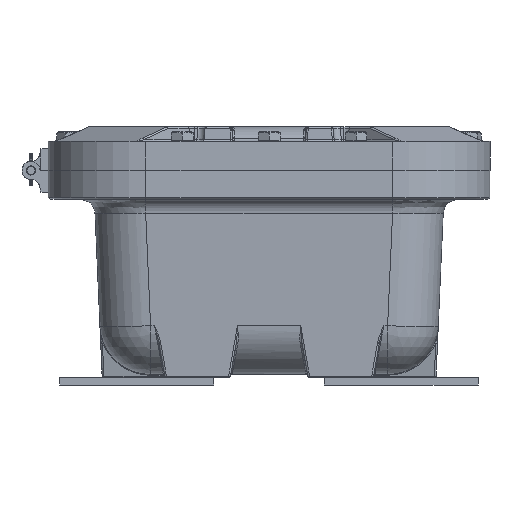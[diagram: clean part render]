
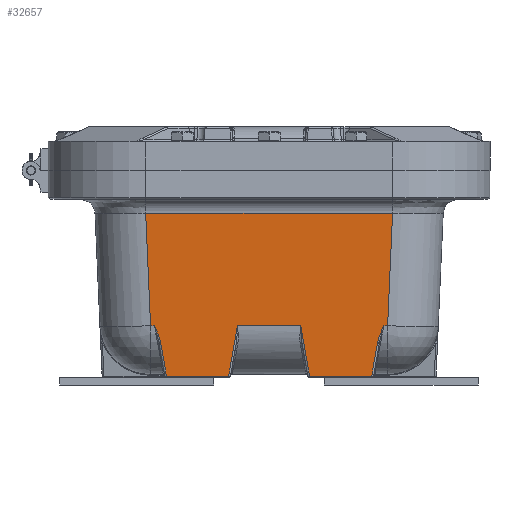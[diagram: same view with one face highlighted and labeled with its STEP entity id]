
A CAD part, front view. The second image highlights one B-rep face of the part: STEP entity #32657.
In plain terms, the highlighted planar face has unit normal (0, -0.999, -0.044).
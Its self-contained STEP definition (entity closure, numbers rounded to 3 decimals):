
#1290=B_SPLINE_CURVE_WITH_KNOTS('',3,(#55069,#55070,#55071,#55072,#55073,
#55074,#55075,#55076),.UNSPECIFIED.,.F.,.F.,(4,2,1,1,4),(-0.003,
0.,0.64,0.959,1.599),.UNSPECIFIED.);
#1291=B_SPLINE_CURVE_WITH_KNOTS('',3,(#55153,#55154,#55155,#55156,#55157,
#55158,#55159,#55160,#55161,#55162,#55163,#55164),.UNSPECIFIED.,.F.,.F.,
(4,1,1,1,1,1,1,2,4),(0.,0.32,0.64,0.959,
1.119,1.279,1.439,1.599,1.602),
 .UNSPECIFIED.);
#4207=LINE('',#55023,#6720);
#4208=LINE('',#55026,#6721);
#4209=LINE('',#55078,#6722);
#4210=LINE('',#55080,#6723);
#4211=LINE('',#55082,#6724);
#4212=LINE('',#55084,#6725);
#4213=LINE('',#55086,#6726);
#4214=LINE('',#55088,#6727);
#4215=LINE('',#55092,#6728);
#4238=LINE('',#55448,#6751);
#4239=LINE('',#55451,#6752);
#4240=LINE('',#55452,#6753);
#6720=VECTOR('',#39683,0.394);
#6721=VECTOR('',#39688,0.394);
#6722=VECTOR('',#39693,0.394);
#6723=VECTOR('',#39696,0.394);
#6724=VECTOR('',#39699,0.394);
#6725=VECTOR('',#39702,0.394);
#6726=VECTOR('',#39705,0.394);
#6727=VECTOR('',#39708,0.394);
#6728=VECTOR('',#39713,0.394);
#6751=VECTOR('',#39804,0.394);
#6752=VECTOR('',#39807,0.394);
#6753=VECTOR('',#39808,0.394);
#8566=PLANE('',#35129);
#10594=FACE_OUTER_BOUND('',#12639,.T.);
#12639=EDGE_LOOP('',(#26216,#26217,#26218,#26219,#26220,#26221,#26222,#26223,
#26224,#26225,#26226,#26227,#26228,#26229));
#16071=VERTEX_POINT('',#53955);
#16072=VERTEX_POINT('',#53969);
#16073=VERTEX_POINT('',#53976);
#16078=VERTEX_POINT('',#54060);
#16079=VERTEX_POINT('',#54150);
#16080=VERTEX_POINT('',#54168);
#16081=VERTEX_POINT('',#54172);
#16083=VERTEX_POINT('',#54214);
#16120=VERTEX_POINT('',#55018);
#16121=VERTEX_POINT('',#55022);
#16122=VERTEX_POINT('',#55067);
#16123=VERTEX_POINT('',#55090);
#16134=VERTEX_POINT('',#55446);
#16135=VERTEX_POINT('',#55450);
#19752=EDGE_CURVE('',#16083,#16121,#4207,.T.);
#19754=EDGE_CURVE('',#16120,#16071,#4208,.T.);
#19756=EDGE_CURVE('',#16071,#16122,#1290,.T.);
#19757=EDGE_CURVE('',#16122,#16072,#4209,.T.);
#19758=EDGE_CURVE('',#16072,#16073,#4210,.T.);
#19759=EDGE_CURVE('',#16073,#16078,#4211,.T.);
#19760=EDGE_CURVE('',#16078,#16079,#4212,.T.);
#19761=EDGE_CURVE('',#16079,#16080,#4213,.T.);
#19762=EDGE_CURVE('',#16080,#16081,#4214,.T.);
#19764=EDGE_CURVE('',#16081,#16123,#4215,.T.);
#19765=EDGE_CURVE('',#16123,#16083,#1291,.T.);
#19803=EDGE_CURVE('',#16134,#16120,#4238,.T.);
#19804=EDGE_CURVE('',#16135,#16134,#4239,.T.);
#19805=EDGE_CURVE('',#16121,#16135,#4240,.T.);
#26216=ORIENTED_EDGE('',*,*,#19765,.F.);
#26217=ORIENTED_EDGE('',*,*,#19764,.F.);
#26218=ORIENTED_EDGE('',*,*,#19762,.F.);
#26219=ORIENTED_EDGE('',*,*,#19761,.F.);
#26220=ORIENTED_EDGE('',*,*,#19760,.F.);
#26221=ORIENTED_EDGE('',*,*,#19759,.F.);
#26222=ORIENTED_EDGE('',*,*,#19758,.F.);
#26223=ORIENTED_EDGE('',*,*,#19757,.F.);
#26224=ORIENTED_EDGE('',*,*,#19756,.F.);
#26225=ORIENTED_EDGE('',*,*,#19754,.F.);
#26226=ORIENTED_EDGE('',*,*,#19803,.F.);
#26227=ORIENTED_EDGE('',*,*,#19804,.F.);
#26228=ORIENTED_EDGE('',*,*,#19805,.F.);
#26229=ORIENTED_EDGE('',*,*,#19752,.F.);
#32657=ADVANCED_FACE('',(#10594),#8566,.T.);
#35129=AXIS2_PLACEMENT_3D('',#55449,#39805,#39806);
#39683=DIRECTION('',(-1.,0.,0.));
#39688=DIRECTION('',(-1.,0.,0.));
#39693=DIRECTION('',(-0.173,0.043,-0.984));
#39696=DIRECTION('',(-1.,0.,0.));
#39699=DIRECTION('',(-0.173,-0.043,0.984));
#39702=DIRECTION('',(-1.,0.,0.));
#39705=DIRECTION('',(-0.173,0.043,-0.984));
#39708=DIRECTION('',(-1.,0.,0.));
#39713=DIRECTION('',(-0.173,-0.043,0.984));
#39804=DIRECTION('',(-0.044,0.044,-0.998));
#39805=DIRECTION('center_axis',(0.,-0.999,-0.044));
#39806=DIRECTION('ref_axis',(0.,0.044,-0.999));
#39807=DIRECTION('',(1.,0.,0.));
#39808=DIRECTION('',(-0.044,-0.044,0.998));
#53955=CARTESIAN_POINT('',(3.957,-7.84,-5.358));
#53969=CARTESIAN_POINT('',(3.541,-7.764,-7.096));
#53976=CARTESIAN_POINT('',(1.396,-7.764,-7.096));
#54060=CARTESIAN_POINT('',(1.09,-7.84,-5.358));
#54150=CARTESIAN_POINT('',(-1.09,-7.84,-5.358));
#54168=CARTESIAN_POINT('',(-1.396,-7.764,-7.096));
#54172=CARTESIAN_POINT('',(-3.541,-7.764,-7.096));
#54214=CARTESIAN_POINT('',(-3.957,-7.84,-5.358));
#55018=CARTESIAN_POINT('',(4.091,-7.84,-5.358));
#55022=CARTESIAN_POINT('',(-4.091,-7.84,-5.358));
#55023=CARTESIAN_POINT('',(-3.015,-7.84,-5.358));
#55026=CARTESIAN_POINT('',(-3.015,-7.84,-5.358));
#55067=CARTESIAN_POINT('',(3.744,-7.814,-5.949));
#55069=CARTESIAN_POINT('Ctrl Pts',(3.957,-7.84,-5.358));
#55070=CARTESIAN_POINT('Ctrl Pts',(3.957,-7.84,-5.358));
#55071=CARTESIAN_POINT('Ctrl Pts',(3.956,-7.84,-5.358));
#55072=CARTESIAN_POINT('Ctrl Pts',(3.922,-7.836,-5.435));
#55073=CARTESIAN_POINT('Ctrl Pts',(3.871,-7.831,-5.55));
#55074=CARTESIAN_POINT('Ctrl Pts',(3.795,-7.823,-5.746));
#55075=CARTESIAN_POINT('Ctrl Pts',(3.758,-7.818,-5.867));
#55076=CARTESIAN_POINT('Ctrl Pts',(3.744,-7.814,-5.949));
#55078=CARTESIAN_POINT('',(3.917,-7.857,-4.964));
#55080=CARTESIAN_POINT('',(-1.329,-7.764,-7.096));
#55082=CARTESIAN_POINT('',(0.756,-7.922,-3.468));
#55084=CARTESIAN_POINT('',(-3.015,-7.84,-5.358));
#55086=CARTESIAN_POINT('',(-0.938,-7.877,-4.497));
#55088=CARTESIAN_POINT('',(-4.701,-7.764,-7.096));
#55090=CARTESIAN_POINT('',(-3.744,-7.814,-5.949));
#55092=CARTESIAN_POINT('',(-4.099,-7.902,-3.935));
#55153=CARTESIAN_POINT('Ctrl Pts',(-3.744,-7.814,-5.949));
#55154=CARTESIAN_POINT('Ctrl Pts',(-3.751,-7.816,-5.908));
#55155=CARTESIAN_POINT('Ctrl Pts',(-3.771,-7.819,-5.826));
#55156=CARTESIAN_POINT('Ctrl Pts',(-3.81,-7.825,
-5.707));
#55157=CARTESIAN_POINT('Ctrl Pts',(-3.848,-7.829,
-5.609));
#55158=CARTESIAN_POINT('Ctrl Pts',(-3.88,-7.832,
-5.532));
#55159=CARTESIAN_POINT('Ctrl Pts',(-3.905,-7.835,
-5.474));
#55160=CARTESIAN_POINT('Ctrl Pts',(-3.931,-7.837,-5.416));
#55161=CARTESIAN_POINT('Ctrl Pts',(-3.948,-7.839,
-5.378));
#55162=CARTESIAN_POINT('Ctrl Pts',(-3.956,-7.84,
-5.358));
#55163=CARTESIAN_POINT('Ctrl Pts',(-3.957,-7.84,
-5.358));
#55164=CARTESIAN_POINT('Ctrl Pts',(-3.957,-7.84,
-5.358));
#55446=CARTESIAN_POINT('',(4.261,-8.009,-1.478));
#55448=CARTESIAN_POINT('',(4.274,-8.022,-1.186));
#55449=CARTESIAN_POINT('Origin',(-6.03,-8.03,-1.));
#55450=CARTESIAN_POINT('',(-4.261,-8.009,-1.478));
#55451=CARTESIAN_POINT('',(-3.015,-8.009,-1.478));
#55452=CARTESIAN_POINT('',(-4.27,-8.018,-1.273));
